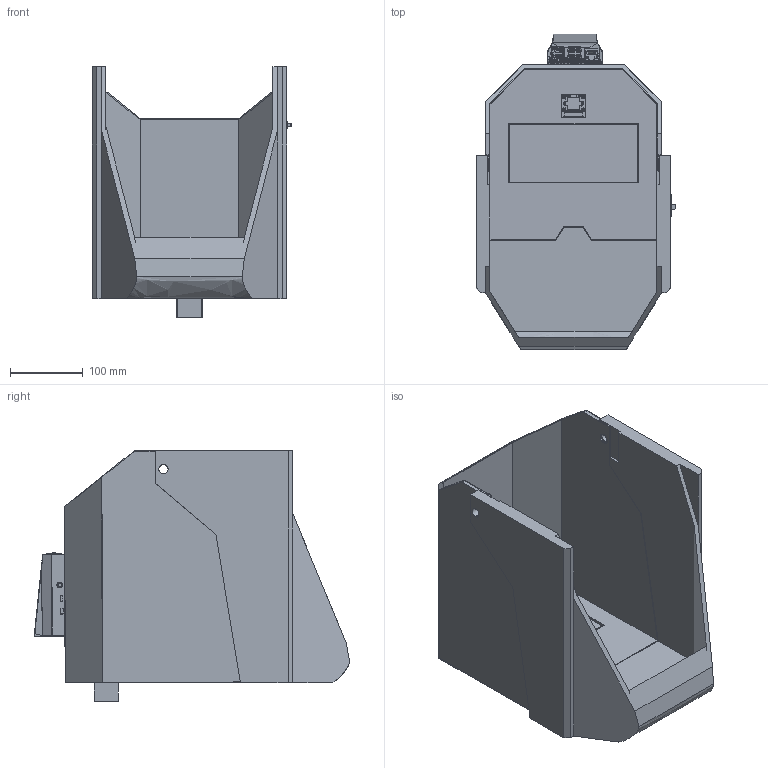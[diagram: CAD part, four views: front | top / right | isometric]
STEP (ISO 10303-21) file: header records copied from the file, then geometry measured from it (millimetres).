
FILE_DESCRIPTION(('FreeCAD Model'),'2;1');
FILE_NAME('Open CASCADE Shape Model','2025-05-03T18:40:59',('FreeCAD'),( 'FreeCAD'),'Open CASCADE STEP processor 7.6','FreeCAD','Unknown');
FILE_SCHEMA(('AUTOMOTIVE_DESIGN { 1 0 10303 214 1 1 1 1 }'));
Products named in the file (1): Open CASCADE STEP translator 7.6 1
Bounding box: 275.42 x 434.38 x 345.47 mm (x, y, z)
Volume: 2142615.5 mm3; surface area: 1256233.1 mm2
Topology: 131 solids, 131 shells, 11542 faces, 32360 edges, 21152 vertices
Faces by surface type: bspline 11542
Entity records: 367732 total; most frequent: CARTESIAN_POINT 176006, ORIENTED_EDGE 64712, EDGE_CURVE 32356, B_SPLINE_CURVE_WITH_KNOTS 28276, VERTEX_POINT 21152, FACE_BOUND 12228, EDGE_LOOP 12228, ADVANCED_FACE 11542
